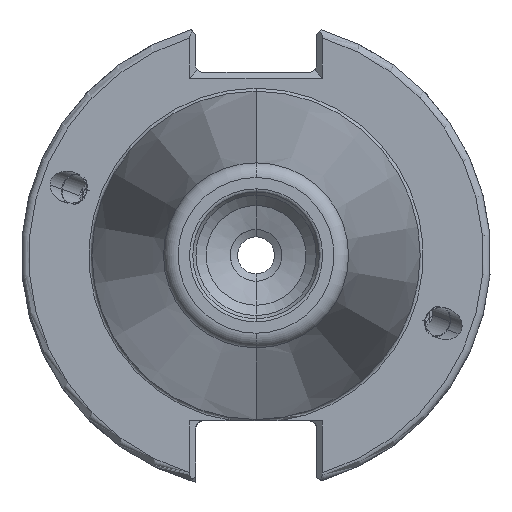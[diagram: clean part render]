
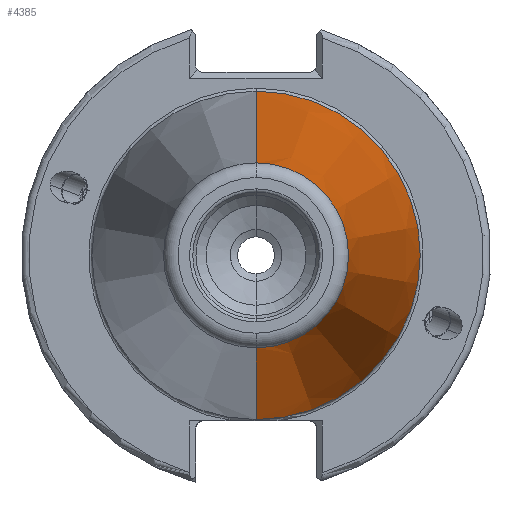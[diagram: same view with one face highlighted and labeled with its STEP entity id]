
A CAD part, left-side view. The second image highlights one B-rep face of the part: STEP entity #4385.
In plain terms, the highlighted conical face has half-angle 8.297 degrees and reference radius 22.225 mm.
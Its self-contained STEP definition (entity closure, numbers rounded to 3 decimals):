
#12 = EDGE_CURVE ( 'NONE', #3019, #3208, #5368, .T. ) ;
#79 = EDGE_CURVE ( 'NONE', #3301, #3208, #5134, .T. ) ;
#122 = EDGE_CURVE ( 'NONE', #1962, #3019, #4926, .T. ) ;
#446 = CARTESIAN_POINT ( 'NONE',  ( -160., 0., 22.225 ) ) ;
#545 = EDGE_CURVE ( 'NONE', #1962, #3301, #3270, .T. ) ;
#1962 = VERTEX_POINT ( 'NONE', #4282 ) ;
#2036 = CARTESIAN_POINT ( 'NONE',  ( -226.539, 0., 12.522 ) ) ;
#2107 = AXIS2_PLACEMENT_3D ( 'NONE', #4978, #2641, #7092 ) ;
#2641 = DIRECTION ( 'NONE',  ( 1., 0., 0. ) ) ;
#3019 = VERTEX_POINT ( 'NONE', #2036 ) ;
#3084 = ORIENTED_EDGE ( 'NONE', *, *, #12, .F. ) ;
#3097 = ORIENTED_EDGE ( 'NONE', *, *, #122, .F. ) ;
#3114 = ORIENTED_EDGE ( 'NONE', *, *, #545, .T. ) ;
#3119 = ORIENTED_EDGE ( 'NONE', *, *, #79, .T. ) ;
#3208 = VERTEX_POINT ( 'NONE', #446 ) ;
#3218 = VECTOR ( 'NONE', #3953, 1000. ) ;
#3270 = LINE ( 'NONE', #4032, #3218 ) ;
#3301 = VERTEX_POINT ( 'NONE', #5251 ) ;
#3953 = DIRECTION ( 'NONE',  ( 0.99, 0., -0.144 ) ) ;
#4032 = CARTESIAN_POINT ( 'NONE',  ( -160., 0., -22.225 ) ) ;
#4282 = CARTESIAN_POINT ( 'NONE',  ( -226.539, 0., -12.522 ) ) ;
#4385 = ADVANCED_FACE ( 'NONE', ( #5433 ), #5402, .T. ) ;
#4926 = CIRCLE ( 'NONE', #6436, 12.522 ) ;
#4978 = CARTESIAN_POINT ( 'NONE',  ( -160., 0., 0. ) ) ;
#5134 = CIRCLE ( 'NONE', #6561, 22.225 ) ;
#5251 = CARTESIAN_POINT ( 'NONE',  ( -160., 0., -22.225 ) ) ;
#5316 = VECTOR ( 'NONE', #5991, 1000. ) ;
#5368 = LINE ( 'NONE', #5861, #5316 ) ;
#5402 = CONICAL_SURFACE ( 'NONE', #2107, 22.225, 0.145 ) ;
#5433 = FACE_OUTER_BOUND ( 'NONE', #6284, .T. ) ;
#5861 = CARTESIAN_POINT ( 'NONE',  ( -160., 0., 22.225 ) ) ;
#5991 = DIRECTION ( 'NONE',  ( 0.99, 0., 0.144 ) ) ;
#6284 = EDGE_LOOP ( 'NONE', ( #3084, #3097, #3114, #3119 ) ) ;
#6436 = AXIS2_PLACEMENT_3D ( 'NONE', #6994, #7016, #7023 ) ;
#6561 = AXIS2_PLACEMENT_3D ( 'NONE', #6798, #6804, #6810 ) ;
#6798 = CARTESIAN_POINT ( 'NONE',  ( -160., 0., 0. ) ) ;
#6804 = DIRECTION ( 'NONE',  ( -1., 0., 0. ) ) ;
#6810 = DIRECTION ( 'NONE',  ( 0., 0., 1. ) ) ;
#6994 = CARTESIAN_POINT ( 'NONE',  ( -226.539, 0., 0. ) ) ;
#7016 = DIRECTION ( 'NONE',  ( -1., 0., 0. ) ) ;
#7023 = DIRECTION ( 'NONE',  ( 0., 0., 1. ) ) ;
#7092 = DIRECTION ( 'NONE',  ( 0., 0., -1. ) ) ;
